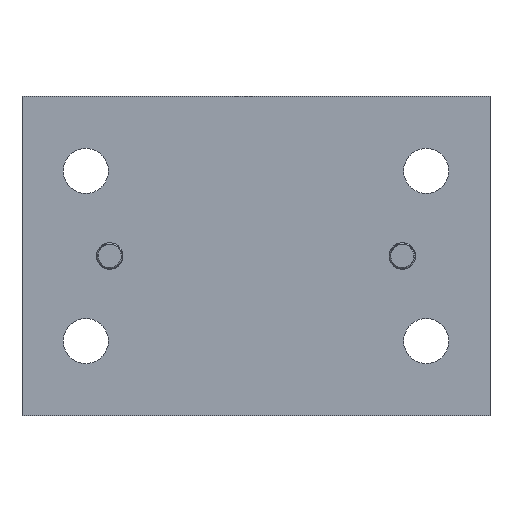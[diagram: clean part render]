
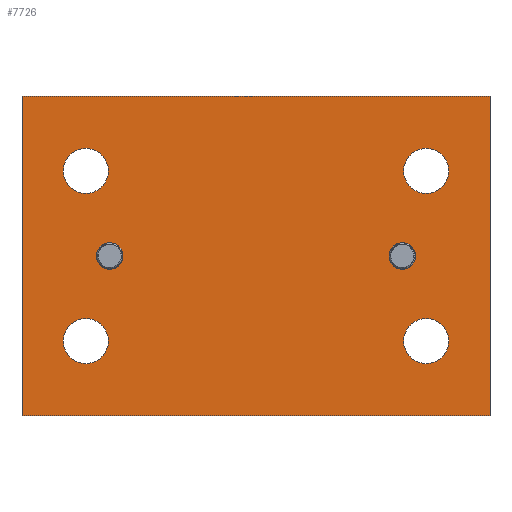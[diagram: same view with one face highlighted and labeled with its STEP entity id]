
A CAD part, front view. The second image highlights one B-rep face of the part: STEP entity #7726.
In plain terms, the highlighted face is planar.
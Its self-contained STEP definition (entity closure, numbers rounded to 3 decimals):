
#51 = EDGE_CURVE ( 'NONE', #8495, #11607, #14574, .T. ) ;
#76 = AXIS2_PLACEMENT_3D ( 'NONE', #9297, #11806, #14562 ) ;
#162 = EDGE_LOOP ( 'NONE', ( #8780, #16040 ) ) ;
#178 = FACE_BOUND ( 'NONE', #960, .T. ) ;
#223 = DIRECTION ( 'NONE',  ( 0., 0., -1. ) ) ;
#262 = EDGE_CURVE ( 'NONE', #10099, #791, #16392, .T. ) ;
#321 = DIRECTION ( 'NONE',  ( 0., 0., -1. ) ) ;
#371 = CARTESIAN_POINT ( 'NONE',  ( 139.7, -95.25, 0. ) ) ;
#373 = CARTESIAN_POINT ( 'NONE',  ( -101.6, -50.8, 0. ) ) ;
#525 = CIRCLE ( 'NONE', #12789, 7.938 ) ;
#599 = CARTESIAN_POINT ( 'NONE',  ( 87.376, 0., 0. ) ) ;
#677 = VECTOR ( 'NONE', #9393, 1000. ) ;
#791 = VERTEX_POINT ( 'NONE', #7688 ) ;
#933 = ORIENTED_EDGE ( 'NONE', *, *, #1591, .F. ) ;
#960 = EDGE_LOOP ( 'NONE', ( #12532, #6959 ) ) ;
#1051 = FACE_BOUND ( 'NONE', #10608, .T. ) ;
#1163 = DIRECTION ( 'NONE',  ( 0., 0., -1. ) ) ;
#1216 = VERTEX_POINT ( 'NONE', #7649 ) ;
#1391 = EDGE_LOOP ( 'NONE', ( #16181, #8531 ) ) ;
#1429 = FACE_BOUND ( 'NONE', #162, .T. ) ;
#1575 = VERTEX_POINT ( 'NONE', #14498 ) ;
#1577 = EDGE_LOOP ( 'NONE', ( #16117, #4420, #11350, #11191 ) ) ;
#1591 = EDGE_CURVE ( 'NONE', #4249, #6956, #7833, .T. ) ;
#1683 = CIRCLE ( 'NONE', #15568, 13.45 ) ;
#1721 = CARTESIAN_POINT ( 'NONE',  ( -87.376, 0., 0. ) ) ;
#1874 = CARTESIAN_POINT ( 'NONE',  ( 139.7, -95.25, 0. ) ) ;
#2130 = EDGE_CURVE ( 'NONE', #4715, #15205, #11912, .T. ) ;
#2239 = CARTESIAN_POINT ( 'NONE',  ( -115.05, -50.8, 0. ) ) ;
#2386 = DIRECTION ( 'NONE',  ( 0., 0., -1. ) ) ;
#2679 = DIRECTION ( 'NONE',  ( -1., 0., 0. ) ) ;
#2681 = FACE_OUTER_BOUND ( 'NONE', #1577, .T. ) ;
#2686 = DIRECTION ( 'NONE',  ( 0., -1., 0. ) ) ;
#2962 = AXIS2_PLACEMENT_3D ( 'NONE', #5053, #7558, #12639 ) ;
#2993 = LINE ( 'NONE', #13271, #10713 ) ;
#3016 = DIRECTION ( 'NONE',  ( 1., 0., 0. ) ) ;
#3048 = VERTEX_POINT ( 'NONE', #3710 ) ;
#3091 = CIRCLE ( 'NONE', #6032, 13.45 ) ;
#3328 = EDGE_CURVE ( 'NONE', #11509, #3048, #5064, .T. ) ;
#3521 = VECTOR ( 'NONE', #2686, 1000. ) ;
#3710 = CARTESIAN_POINT ( 'NONE',  ( -115.05, 50.8, 0. ) ) ;
#3865 = CARTESIAN_POINT ( 'NONE',  ( -139.7, -95.25, 0. ) ) ;
#3882 = CIRCLE ( 'NONE', #7362, 13.45 ) ;
#4019 = FACE_BOUND ( 'NONE', #15730, .T. ) ;
#4249 = VERTEX_POINT ( 'NONE', #6988 ) ;
#4350 = DIRECTION ( 'NONE',  ( 0., 0., -1. ) ) ;
#4412 = LINE ( 'NONE', #11856, #13622 ) ;
#4420 = ORIENTED_EDGE ( 'NONE', *, *, #13239, .F. ) ;
#4715 = VERTEX_POINT ( 'NONE', #5463 ) ;
#4921 = CARTESIAN_POINT ( 'NONE',  ( 79.438, 0., 0. ) ) ;
#4984 = EDGE_CURVE ( 'NONE', #3048, #11509, #1683, .T. ) ;
#5053 = CARTESIAN_POINT ( 'NONE',  ( 101.6, 50.8, 0. ) ) ;
#5064 = CIRCLE ( 'NONE', #7196, 13.45 ) ;
#5128 = CARTESIAN_POINT ( 'NONE',  ( 88.15, -50.8, 0. ) ) ;
#5292 = CARTESIAN_POINT ( 'NONE',  ( -88.15, 50.8, 0. ) ) ;
#5463 = CARTESIAN_POINT ( 'NONE',  ( -95.313, 0., 0. ) ) ;
#5484 = DIRECTION ( 'NONE',  ( -1., 0., 0. ) ) ;
#5501 = DIRECTION ( 'NONE',  ( 1., 0., 0. ) ) ;
#5666 = CARTESIAN_POINT ( 'NONE',  ( 101.6, -50.8, 0. ) ) ;
#5862 = ORIENTED_EDGE ( 'NONE', *, *, #8127, .F. ) ;
#5886 = CARTESIAN_POINT ( 'NONE',  ( -101.6, 50.8, 0. ) ) ;
#5912 = DIRECTION ( 'NONE',  ( 0., 0., -1. ) ) ;
#5940 = DIRECTION ( 'NONE',  ( -1., 0., 0. ) ) ;
#6032 = AXIS2_PLACEMENT_3D ( 'NONE', #11959, #4350, #14465 ) ;
#6229 = CIRCLE ( 'NONE', #76, 7.938 ) ;
#6262 = DIRECTION ( 'NONE',  ( 1., 0., 0. ) ) ;
#6287 = ORIENTED_EDGE ( 'NONE', *, *, #7849, .F. ) ;
#6811 = CARTESIAN_POINT ( 'NONE',  ( 88.15, 50.8, 0. ) ) ;
#6813 = EDGE_CURVE ( 'NONE', #11607, #10099, #4412, .T. ) ;
#6831 = CIRCLE ( 'NONE', #13230, 7.938 ) ;
#6923 = EDGE_CURVE ( 'NONE', #1216, #11633, #3882, .T. ) ;
#6956 = VERTEX_POINT ( 'NONE', #2239 ) ;
#6959 = ORIENTED_EDGE ( 'NONE', *, *, #6923, .F. ) ;
#6964 = CIRCLE ( 'NONE', #16286, 13.45 ) ;
#6988 = CARTESIAN_POINT ( 'NONE',  ( -88.15, -50.8, 0. ) ) ;
#7196 = AXIS2_PLACEMENT_3D ( 'NONE', #10970, #1163, #6262 ) ;
#7290 = ORIENTED_EDGE ( 'NONE', *, *, #14568, .F. ) ;
#7362 = AXIS2_PLACEMENT_3D ( 'NONE', #5666, #321, #5501 ) ;
#7558 = DIRECTION ( 'NONE',  ( 0., 0., -1. ) ) ;
#7613 = CARTESIAN_POINT ( 'NONE',  ( 101.6, 50.8, 0. ) ) ;
#7621 = CIRCLE ( 'NONE', #14571, 13.45 ) ;
#7649 = CARTESIAN_POINT ( 'NONE',  ( 115.05, -50.8, 0. ) ) ;
#7688 = CARTESIAN_POINT ( 'NONE',  ( -139.7, -95.25, 0. ) ) ;
#7726 = ADVANCED_FACE ( 'NONE', ( #1429, #4019, #178, #1051, #15162, #10537, #2681 ), #12486, .T. ) ;
#7786 = DIRECTION ( 'NONE',  ( -1., 0., 0. ) ) ;
#7833 = CIRCLE ( 'NONE', #13706, 13.45 ) ;
#7849 = EDGE_CURVE ( 'NONE', #13360, #1575, #6831, .T. ) ;
#7853 = EDGE_CURVE ( 'NONE', #11633, #1216, #3091, .T. ) ;
#7934 = CARTESIAN_POINT ( 'NONE',  ( -79.438, 0., 0. ) ) ;
#7964 = VERTEX_POINT ( 'NONE', #14631 ) ;
#8127 = EDGE_CURVE ( 'NONE', #6956, #4249, #7621, .T. ) ;
#8229 = DIRECTION ( 'NONE',  ( 0., 0., -1. ) ) ;
#8260 = DIRECTION ( 'NONE',  ( -1., 0., 0. ) ) ;
#8495 = VERTEX_POINT ( 'NONE', #1874 ) ;
#8528 = VERTEX_POINT ( 'NONE', #6811 ) ;
#8531 = ORIENTED_EDGE ( 'NONE', *, *, #3328, .F. ) ;
#8780 = ORIENTED_EDGE ( 'NONE', *, *, #2130, .F. ) ;
#9297 = CARTESIAN_POINT ( 'NONE',  ( 87.376, 0., 0. ) ) ;
#9393 = DIRECTION ( 'NONE',  ( 0., 1., 0. ) ) ;
#9780 = AXIS2_PLACEMENT_3D ( 'NONE', #14932, #5912, #15020 ) ;
#10099 = VERTEX_POINT ( 'NONE', #15832 ) ;
#10537 = FACE_BOUND ( 'NONE', #15259, .T. ) ;
#10608 = EDGE_LOOP ( 'NONE', ( #15302, #7290 ) ) ;
#10713 = VECTOR ( 'NONE', #15601, 1000. ) ;
#10970 = CARTESIAN_POINT ( 'NONE',  ( -101.6, 50.8, 0. ) ) ;
#11191 = ORIENTED_EDGE ( 'NONE', *, *, #6813, .F. ) ;
#11350 = ORIENTED_EDGE ( 'NONE', *, *, #262, .F. ) ;
#11460 = DIRECTION ( 'NONE',  ( 0., 0., -1. ) ) ;
#11509 = VERTEX_POINT ( 'NONE', #5292 ) ;
#11607 = VERTEX_POINT ( 'NONE', #16255 ) ;
#11633 = VERTEX_POINT ( 'NONE', #5128 ) ;
#11778 = CIRCLE ( 'NONE', #2962, 13.45 ) ;
#11799 = EDGE_CURVE ( 'NONE', #1575, #13360, #6229, .T. ) ;
#11806 = DIRECTION ( 'NONE',  ( 0., 0., -1. ) ) ;
#11856 = CARTESIAN_POINT ( 'NONE',  ( -139.7, 95.25, 0. ) ) ;
#11902 = DIRECTION ( 'NONE',  ( -1., 0., 0. ) ) ;
#11912 = CIRCLE ( 'NONE', #9780, 7.938 ) ;
#11959 = CARTESIAN_POINT ( 'NONE',  ( 101.6, -50.8, 0. ) ) ;
#12393 = DIRECTION ( 'NONE',  ( 0., 0., -1. ) ) ;
#12486 = PLANE ( 'NONE',  #15094 ) ;
#12532 = ORIENTED_EDGE ( 'NONE', *, *, #7853, .F. ) ;
#12639 = DIRECTION ( 'NONE',  ( -1., 0., 0. ) ) ;
#12644 = EDGE_CURVE ( 'NONE', #8528, #7964, #11778, .T. ) ;
#12789 = AXIS2_PLACEMENT_3D ( 'NONE', #1721, #223, #5484 ) ;
#13125 = DIRECTION ( 'NONE',  ( 0., 0., -1. ) ) ;
#13230 = AXIS2_PLACEMENT_3D ( 'NONE', #599, #13125, #3016 ) ;
#13239 = EDGE_CURVE ( 'NONE', #791, #8495, #2993, .T. ) ;
#13271 = CARTESIAN_POINT ( 'NONE',  ( -139.7, -95.25, 0. ) ) ;
#13317 = ORIENTED_EDGE ( 'NONE', *, *, #11799, .F. ) ;
#13360 = VERTEX_POINT ( 'NONE', #4921 ) ;
#13621 = DIRECTION ( 'NONE',  ( 0., 0., -1. ) ) ;
#13622 = VECTOR ( 'NONE', #8260, 1000. ) ;
#13706 = AXIS2_PLACEMENT_3D ( 'NONE', #373, #8229, #11902 ) ;
#13836 = CARTESIAN_POINT ( 'NONE',  ( 0., 0., 0. ) ) ;
#14465 = DIRECTION ( 'NONE',  ( 1., 0., 0. ) ) ;
#14498 = CARTESIAN_POINT ( 'NONE',  ( 95.313, 0., 0. ) ) ;
#14562 = DIRECTION ( 'NONE',  ( 1., 0., 0. ) ) ;
#14568 = EDGE_CURVE ( 'NONE', #7964, #8528, #6964, .T. ) ;
#14571 = AXIS2_PLACEMENT_3D ( 'NONE', #14794, #13621, #5940 ) ;
#14574 = LINE ( 'NONE', #371, #677 ) ;
#14631 = CARTESIAN_POINT ( 'NONE',  ( 115.05, 50.8, 0. ) ) ;
#14794 = CARTESIAN_POINT ( 'NONE',  ( -101.6, -50.8, 0. ) ) ;
#14932 = CARTESIAN_POINT ( 'NONE',  ( -87.376, 0., 0. ) ) ;
#15020 = DIRECTION ( 'NONE',  ( -1., 0., 0. ) ) ;
#15094 = AXIS2_PLACEMENT_3D ( 'NONE', #13836, #2386, #7786 ) ;
#15154 = DIRECTION ( 'NONE',  ( 1., 0., 0. ) ) ;
#15162 = FACE_BOUND ( 'NONE', #1391, .T. ) ;
#15205 = VERTEX_POINT ( 'NONE', #7934 ) ;
#15259 = EDGE_LOOP ( 'NONE', ( #5862, #933 ) ) ;
#15302 = ORIENTED_EDGE ( 'NONE', *, *, #12644, .F. ) ;
#15568 = AXIS2_PLACEMENT_3D ( 'NONE', #5886, #12393, #15154 ) ;
#15601 = DIRECTION ( 'NONE',  ( 1., 0., 0. ) ) ;
#15730 = EDGE_LOOP ( 'NONE', ( #6287, #13317 ) ) ;
#15767 = EDGE_CURVE ( 'NONE', #15205, #4715, #525, .T. ) ;
#15832 = CARTESIAN_POINT ( 'NONE',  ( -139.7, 95.25, 0. ) ) ;
#16040 = ORIENTED_EDGE ( 'NONE', *, *, #15767, .F. ) ;
#16117 = ORIENTED_EDGE ( 'NONE', *, *, #51, .F. ) ;
#16181 = ORIENTED_EDGE ( 'NONE', *, *, #4984, .F. ) ;
#16255 = CARTESIAN_POINT ( 'NONE',  ( 139.7, 95.25, 0. ) ) ;
#16286 = AXIS2_PLACEMENT_3D ( 'NONE', #7613, #11460, #2679 ) ;
#16392 = LINE ( 'NONE', #3865, #3521 ) ;
